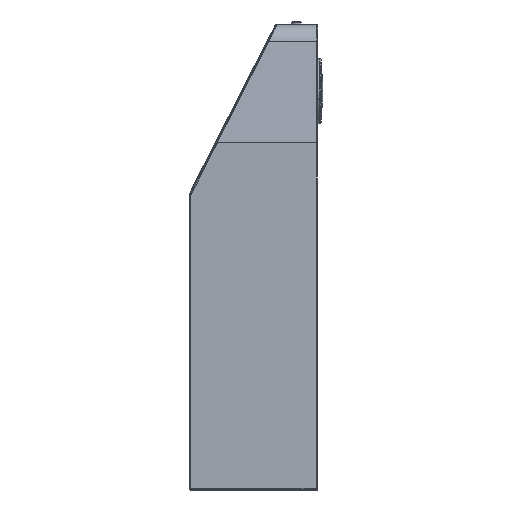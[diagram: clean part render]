
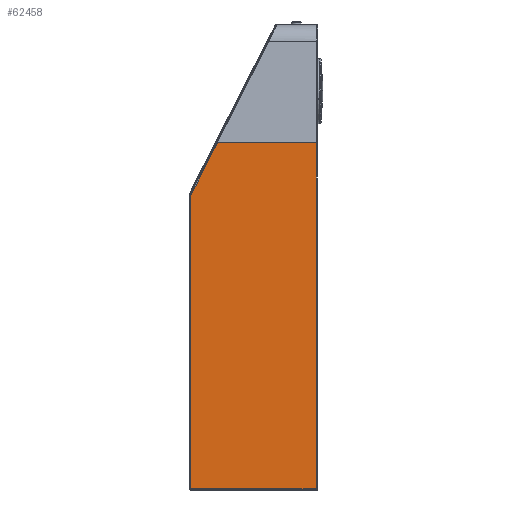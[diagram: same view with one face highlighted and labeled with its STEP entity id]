
A CAD part, left-side view. The second image highlights one B-rep face of the part: STEP entity #62458.
In plain terms, the highlighted face is planar.
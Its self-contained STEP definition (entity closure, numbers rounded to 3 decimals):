
#59635=DIRECTION('',(0.,-0.893,0.451));
#59636=VECTOR('',#59635,1.3);
#59637=CARTESIAN_POINT('',(0.5,1.16,126.914));
#59638=LINE('',#59637,#59636);
#59639=DIRECTION('',(0.,-0.893,0.451));
#59640=VECTOR('',#59639,1.3);
#59641=CARTESIAN_POINT('',(0.5,29.195,182.414));
#59642=LINE('',#59641,#59640);
#59643=DIRECTION('',(0.,1.,0.));
#59644=VECTOR('',#59643,109.366);
#59645=CARTESIAN_POINT('',(0.5,28.034,183.));
#59646=LINE('',#59645,#59644);
#59671=DIRECTION('',(0.,0.,-1.));
#59672=VECTOR('',#59671,322.5);
#59673=CARTESIAN_POINT('',(0.5,0.,127.5));
#59674=LINE('',#59673,#59672);
#59745=DIRECTION('',(0.,1.,0.));
#59746=VECTOR('',#59745,137.4);
#59747=CARTESIAN_POINT('',(0.5,0.,-195.));
#59748=LINE('',#59747,#59746);
#59857=DIRECTION('',(0.,0.,1.));
#59858=VECTOR('',#59857,378.);
#59859=CARTESIAN_POINT('',(0.5,137.4,-195.));
#59860=LINE('',#59859,#59858);
#60272=DIRECTION('',(0.,-0.451,-0.893));
#60273=VECTOR('',#60272,62.179);
#60274=CARTESIAN_POINT('',(0.5,29.195,182.414));
#60275=LINE('',#60274,#60273);
#62046=CARTESIAN_POINT('',(0.5,1.16,126.914));
#62047=CARTESIAN_POINT('',(0.5,0.,127.5));
#62048=VERTEX_POINT('',#62046);
#62049=VERTEX_POINT('',#62047);
#62178=CARTESIAN_POINT('',(0.5,29.195,182.414));
#62179=CARTESIAN_POINT('',(0.5,28.034,183.));
#62180=VERTEX_POINT('',#62178);
#62181=VERTEX_POINT('',#62179);
#62196=CARTESIAN_POINT('',(0.5,0.,-195.));
#62197=VERTEX_POINT('',#62196);
#62204=CARTESIAN_POINT('',(0.5,137.4,-195.));
#62205=VERTEX_POINT('',#62204);
#62218=CARTESIAN_POINT('',(0.5,137.4,183.));
#62219=VERTEX_POINT('',#62218);
#62437=CARTESIAN_POINT('',(0.5,0.,0.));
#62438=DIRECTION('',(-1.,0.,0.));
#62439=DIRECTION('',(0.,0.,1.));
#62440=AXIS2_PLACEMENT_3D('',#62437,#62438,#62439);
#62441=PLANE('',#62440);
#62443=ORIENTED_EDGE('',*,*,#62442,.F.);
#62445=ORIENTED_EDGE('',*,*,#62444,.F.);
#62447=ORIENTED_EDGE('',*,*,#62446,.F.);
#62449=ORIENTED_EDGE('',*,*,#62448,.T.);
#62451=ORIENTED_EDGE('',*,*,#62450,.T.);
#62453=ORIENTED_EDGE('',*,*,#62452,.F.);
#62455=ORIENTED_EDGE('',*,*,#62454,.F.);
#62456=EDGE_LOOP('',(#62443,#62445,#62447,#62449,#62451,#62453,#62455));
#62457=FACE_OUTER_BOUND('',#62456,.F.);
#62458=ADVANCED_FACE('',(#62457),#62441,.F.);
#62442=EDGE_CURVE('',#62049,#62197,#59674,.T.);
#62444=EDGE_CURVE('',#62048,#62049,#59638,.T.);
#62446=EDGE_CURVE('',#62180,#62048,#60275,.T.);
#62448=EDGE_CURVE('',#62180,#62181,#59642,.T.);
#62450=EDGE_CURVE('',#62181,#62219,#59646,.T.);
#62452=EDGE_CURVE('',#62205,#62219,#59860,.T.);
#62454=EDGE_CURVE('',#62197,#62205,#59748,.T.);
